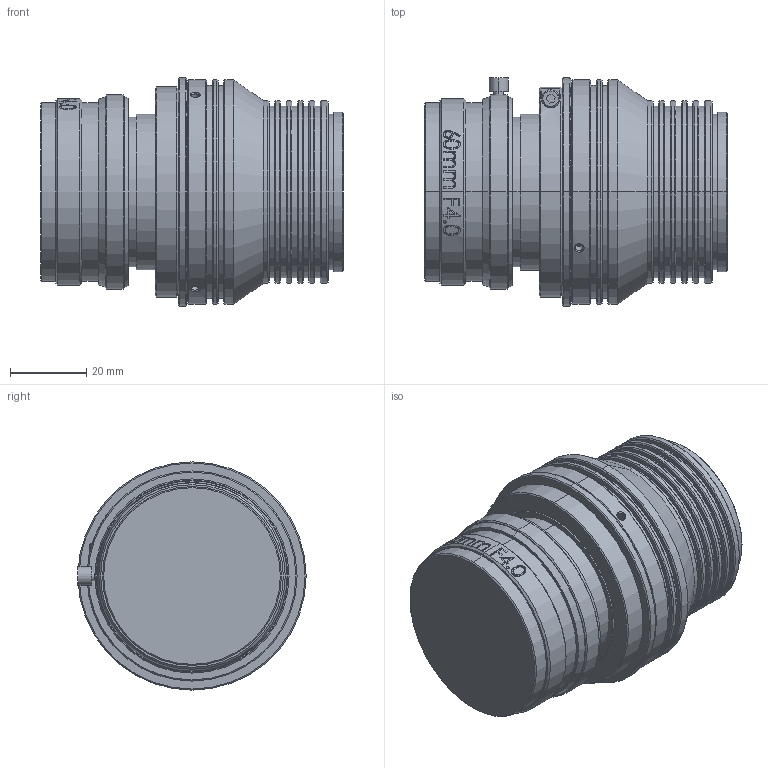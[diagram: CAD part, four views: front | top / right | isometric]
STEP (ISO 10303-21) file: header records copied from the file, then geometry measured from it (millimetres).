
FILE_DESCRIPTION (( 'STEP AP203' ), '1' );
FILE_NAME ('6040_M42_42Y｡ﾁ0.step', '2024-12-28T05:56:45', ( 'Windows ﾓﾃｻｧ' ), ( 'Microsoft' ), 'SwSTEP 2.0', 'SolidWorks 2018', '' );
FILE_SCHEMA (( 'CONFIG_CONTROL_DESIGN' ));
Length unit declared in the file: millimetre
Products named in the file (1): 6040_M42_42Y×0
Bounding box: 79.5 x 60 x 60 mm (x, y, z)
Volume: 121570.1 mm3; surface area: 41354.6 mm2
Topology: 6 solids, 6 shells, 428 faces, 996 edges, 631 vertices
Faces by surface type: cylinder 133, plane 127, cone 108, bspline 60
Entity records: 24971 total; most frequent: CARTESIAN_POINT 15399, ORIENTED_EDGE 1992, DIRECTION 1887, EDGE_CURVE 996, AXIS2_PLACEMENT_3D 754, VERTEX_POINT 631, EDGE_LOOP 495, FACE_OUTER_BOUND 428
